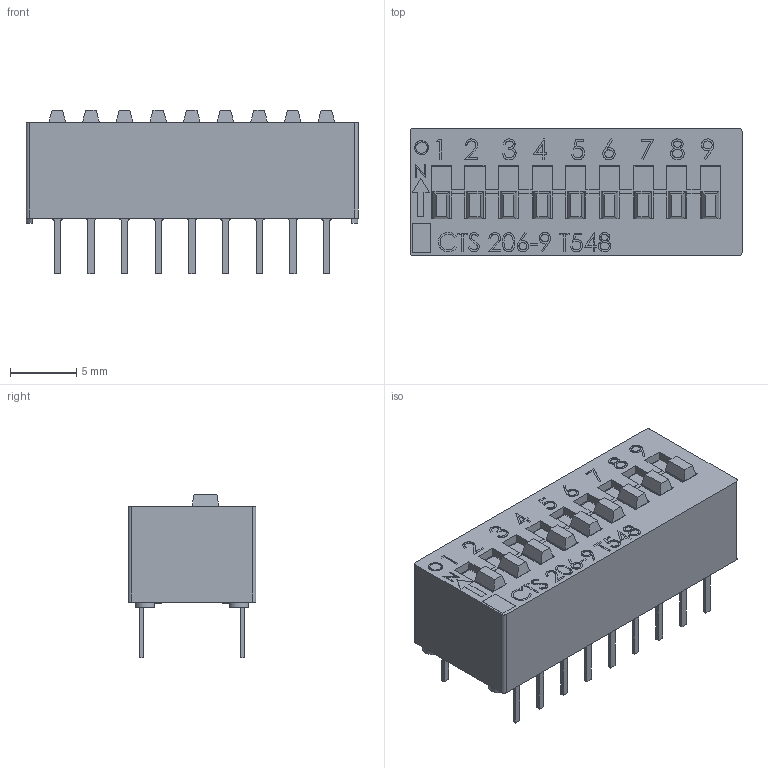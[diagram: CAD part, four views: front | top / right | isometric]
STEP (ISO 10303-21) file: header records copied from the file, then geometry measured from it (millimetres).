
FILE_DESCRIPTION (( 'STEP AP214' ), '1' );
FILE_NAME ('206-9.STEP', '2019-05-24T06:43:52', ( '' ), ( '' ), 'SwSTEP 2.0', 'SolidWorks 2019', '' );
FILE_SCHEMA (( 'AUTOMOTIVE_DESIGN' ));
Length unit declared in the file: millimetre
Products named in the file (4): 206-56-014-35-01; 206-9; 206-9 pole assembly; 206-40-039(for 206009)
Assembly tree (11 placements, depth 2):
  206-9
    206-40-039(for 206009)
    206-56-014-35-01  x9
    206-9 pole assembly
Bounding box: 25.07 x 9.65 x 12.32 mm (x, y, z)
Volume: 1087.6 mm3; surface area: 3291.3 mm2
Topology: 11 solids, 11 shells, 962 faces, 2610 edges, 1726 vertices
Faces by surface type: plane 687, bspline 153, cylinder 122
Entity records: 29887 total; most frequent: CARTESIAN_POINT 13477, ORIENTED_EDGE 3604, DIRECTION 2644, EDGE_CURVE 1802, LINE 1378, VECTOR 1378, VERTEX_POINT 1198, EDGE_LOOP 726
